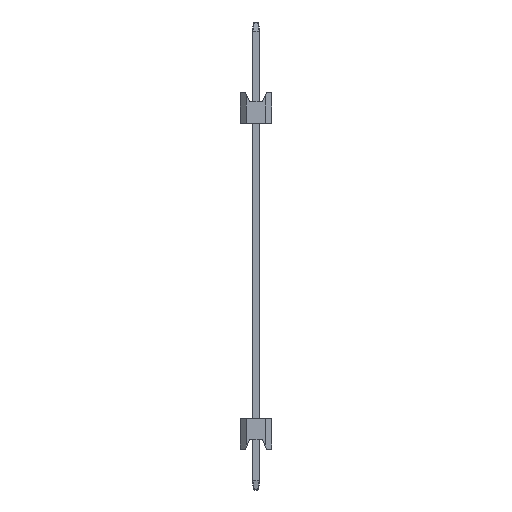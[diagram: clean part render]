
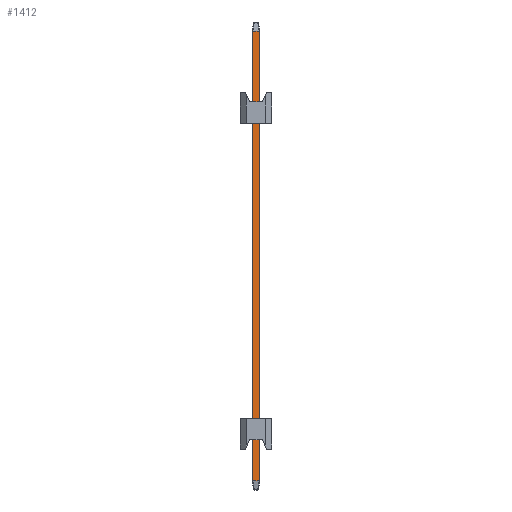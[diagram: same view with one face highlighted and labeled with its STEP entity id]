
A CAD part, left-side view. The second image highlights one B-rep face of the part: STEP entity #1412.
In plain terms, the highlighted planar face has unit normal (-1, 0, 0).
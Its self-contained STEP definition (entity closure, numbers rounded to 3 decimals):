
#342=FACE_OUTER_BOUND('',#406,.T.);
#406=EDGE_LOOP('',(#1151,#1152,#1153,#1154,#1155,#1156,#1157,#1158));
#457=LINE('',#2121,#613);
#466=LINE('',#2139,#622);
#496=LINE('',#2194,#652);
#509=LINE('',#2221,#665);
#512=LINE('',#2227,#668);
#515=LINE('',#2233,#671);
#531=LINE('',#2260,#687);
#532=LINE('',#2262,#688);
#613=VECTOR('',#1677,10.);
#622=VECTOR('',#1690,10.);
#652=VECTOR('',#1740,10.);
#665=VECTOR('',#1761,10.);
#668=VECTOR('',#1766,10.);
#671=VECTOR('',#1771,10.);
#687=VECTOR('',#1805,10.);
#688=VECTOR('',#1808,10.);
#767=VERTEX_POINT('',#2119);
#768=VERTEX_POINT('',#2120);
#775=VERTEX_POINT('',#2137);
#789=VERTEX_POINT('',#2189);
#797=VERTEX_POINT('',#2213);
#800=VERTEX_POINT('',#2219);
#802=VERTEX_POINT('',#2225);
#804=VERTEX_POINT('',#2231);
#865=EDGE_CURVE('',#767,#768,#457,.T.);
#874=EDGE_CURVE('',#775,#767,#466,.T.);
#904=EDGE_CURVE('',#768,#789,#496,.T.);
#917=EDGE_CURVE('',#800,#797,#509,.T.);
#920=EDGE_CURVE('',#802,#800,#512,.T.);
#923=EDGE_CURVE('',#804,#802,#515,.T.);
#939=EDGE_CURVE('',#797,#775,#531,.T.);
#940=EDGE_CURVE('',#789,#804,#532,.T.);
#1151=ORIENTED_EDGE('',*,*,#904,.F.);
#1152=ORIENTED_EDGE('',*,*,#865,.F.);
#1153=ORIENTED_EDGE('',*,*,#874,.F.);
#1154=ORIENTED_EDGE('',*,*,#939,.F.);
#1155=ORIENTED_EDGE('',*,*,#917,.F.);
#1156=ORIENTED_EDGE('',*,*,#920,.F.);
#1157=ORIENTED_EDGE('',*,*,#923,.F.);
#1158=ORIENTED_EDGE('',*,*,#940,.F.);
#1348=PLANE('',#1539);
#1412=ADVANCED_FACE('',(#342),#1348,.T.);
#1539=AXIS2_PLACEMENT_3D('',#2261,#1806,#1807);
#1677=DIRECTION('',(0.,0.,-1.));
#1690=DIRECTION('',(0.,-0.371,-0.928));
#1740=DIRECTION('',(0.,0.371,-0.928));
#1761=DIRECTION('',(0.,-0.371,0.928));
#1766=DIRECTION('',(0.,0.,1.));
#1771=DIRECTION('',(0.,0.371,0.928));
#1805=DIRECTION('',(0.,-1.,0.));
#1806=DIRECTION('center_axis',(-1.,0.,0.));
#1807=DIRECTION('ref_axis',(0.,-1.,0.));
#1808=DIRECTION('',(0.,1.,0.));
#2119=CARTESIAN_POINT('',(-0.32,-0.27,33.748));
#2120=CARTESIAN_POINT('',(-0.32,-0.27,-2.548));
#2121=CARTESIAN_POINT('',(-0.32,-0.27,0.));
#2137=CARTESIAN_POINT('',(-0.32,-0.269,33.75));
#2139=CARTESIAN_POINT('',(-0.32,-5.973,19.491));
#2189=CARTESIAN_POINT('',(-0.32,-0.269,-2.55));
#2194=CARTESIAN_POINT('',(-0.32,-0.593,-1.739));
#2213=CARTESIAN_POINT('',(-0.32,0.269,33.75));
#2219=CARTESIAN_POINT('',(-0.32,0.27,33.748));
#2221=CARTESIAN_POINT('',(-0.32,6.017,19.381));
#2225=CARTESIAN_POINT('',(-0.32,0.27,-2.548));
#2227=CARTESIAN_POINT('',(-0.32,0.27,0.));
#2231=CARTESIAN_POINT('',(-0.32,0.269,-2.55));
#2233=CARTESIAN_POINT('',(-0.32,0.637,-1.629));
#2260=CARTESIAN_POINT('',(-0.32,0.16,33.75));
#2261=CARTESIAN_POINT('Origin',(-0.32,0.32,0.));
#2262=CARTESIAN_POINT('',(-0.32,0.16,-2.55));
